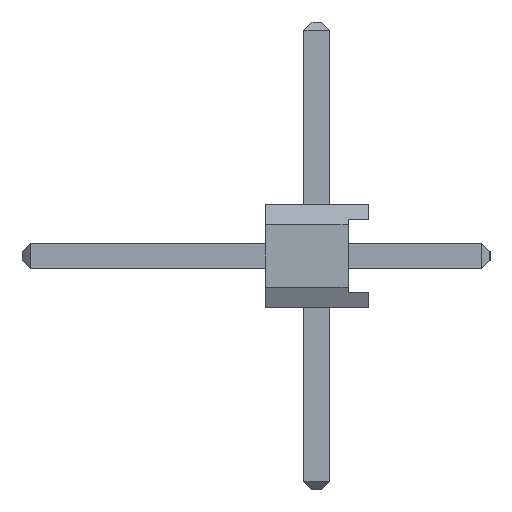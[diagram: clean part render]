
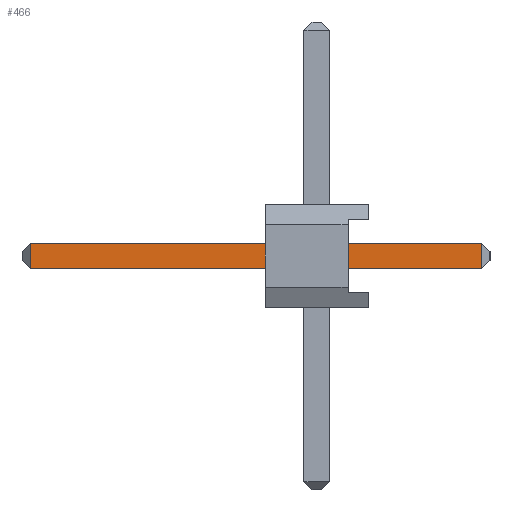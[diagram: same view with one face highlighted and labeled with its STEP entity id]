
A CAD part, left-side view. The second image highlights one B-rep face of the part: STEP entity #466.
In plain terms, the highlighted planar face has unit normal (-1, 0, 0).
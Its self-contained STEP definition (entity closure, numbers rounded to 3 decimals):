
#466 = ADVANCED_FACE( '', ( #1260 ), #1261, .F. );
#1260 = FACE_OUTER_BOUND( '', #2430, .T. );
#1261 = PLANE( '', #2431 );
#2430 = EDGE_LOOP( '', ( #3831, #3832, #3833, #3834 ) );
#2431 = AXIS2_PLACEMENT_3D( '', #3835, #3836, #3837 );
#3831 = ORIENTED_EDGE( '', *, *, #7060, .T. );
#3832 = ORIENTED_EDGE( '', *, *, #7208, .T. );
#3833 = ORIENTED_EDGE( '', *, *, #7209, .F. );
#3834 = ORIENTED_EDGE( '', *, *, #7210, .T. );
#3835 = CARTESIAN_POINT( '', ( -0.32, -0.32, 5.77 ) );
#3836 = DIRECTION( '', ( 1., 0., 0. ) );
#3837 = DIRECTION( '', ( 0., 0., -1. ) );
#7060 = EDGE_CURVE( '', #8505, #8503, #8506, .T. );
#7208 = EDGE_CURVE( '', #8503, #8768, #8769, .T. );
#7209 = EDGE_CURVE( '', #8770, #8768, #8771, .T. );
#7210 = EDGE_CURVE( '', #8770, #8505, #8772, .T. );
#8503 = VERTEX_POINT( '', #10639 );
#8505 = VERTEX_POINT( '', #10642 );
#8506 = LINE( '', #10643, #10644 );
#8768 = VERTEX_POINT( '', #11026 );
#8769 = LINE( '', #11027, #11028 );
#8770 = VERTEX_POINT( '', #11029 );
#8771 = LINE( '', #11030, #11031 );
#8772 = LINE( '', #11032, #11033 );
#10639 = CARTESIAN_POINT( '', ( -0.32, 0.32, -5.57 ) );
#10642 = CARTESIAN_POINT( '', ( -0.32, 0.32, 5.57 ) );
#10643 = CARTESIAN_POINT( '', ( -0.32, 0.32, 5.77 ) );
#10644 = VECTOR( '', #13661, 1000. );
#11026 = CARTESIAN_POINT( '', ( -0.32, -0.32, -5.57 ) );
#11027 = CARTESIAN_POINT( '', ( -0.32, -0.32, -5.57 ) );
#11028 = VECTOR( '', #13782, 1000. );
#11029 = CARTESIAN_POINT( '', ( -0.32, -0.32, 5.57 ) );
#11030 = CARTESIAN_POINT( '', ( -0.32, -0.32, 5.77 ) );
#11031 = VECTOR( '', #13783, 1000. );
#11032 = CARTESIAN_POINT( '', ( -0.32, -0.32, 5.57 ) );
#11033 = VECTOR( '', #13784, 1000. );
#13661 = DIRECTION( '', ( 0., 0., -1. ) );
#13782 = DIRECTION( '', ( 0., -1., 0. ) );
#13783 = DIRECTION( '', ( 0., 0., -1. ) );
#13784 = DIRECTION( '', ( 0., 1., 0. ) );
